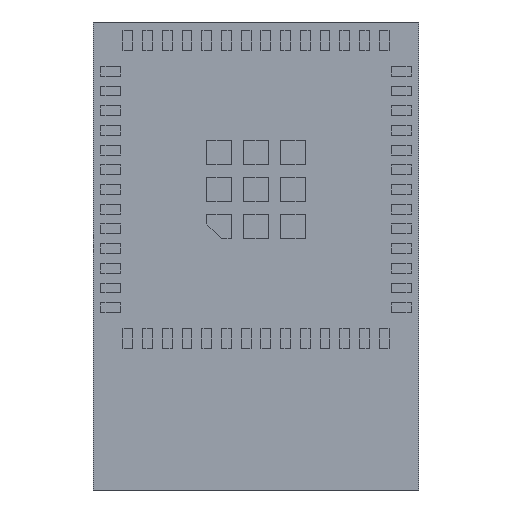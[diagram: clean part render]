
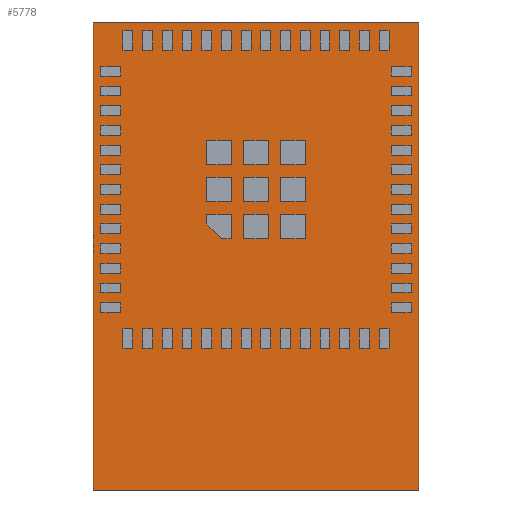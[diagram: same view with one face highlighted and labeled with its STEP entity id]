
A CAD part, front view. The second image highlights one B-rep face of the part: STEP entity #5778.
In plain terms, the highlighted planar face has unit normal (0, -1, 0).
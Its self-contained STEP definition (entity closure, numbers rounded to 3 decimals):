
#168=FACE_OUTER_BOUND('',#559,.T.);
#559=EDGE_LOOP('',(#3836,#3837,#3838,#3839));
#945=LINE('',#8248,#1728);
#949=LINE('',#8256,#1732);
#952=LINE('',#8262,#1735);
#955=LINE('',#8267,#1738);
#1728=VECTOR('',#6668,10.);
#1732=VECTOR('',#6674,10.);
#1735=VECTOR('',#6679,10.);
#1738=VECTOR('',#6684,10.);
#2511=VERTEX_POINT('',#8246);
#2512=VERTEX_POINT('',#8247);
#2515=VERTEX_POINT('',#8255);
#2517=VERTEX_POINT('',#8261);
#3033=EDGE_CURVE('',#2511,#2512,#945,.T.);
#3037=EDGE_CURVE('',#2512,#2515,#949,.T.);
#3040=EDGE_CURVE('',#2515,#2517,#952,.T.);
#3043=EDGE_CURVE('',#2517,#2511,#955,.T.);
#3836=ORIENTED_EDGE('',*,*,#3043,.T.);
#3837=ORIENTED_EDGE('',*,*,#3033,.T.);
#3838=ORIENTED_EDGE('',*,*,#3037,.T.);
#3839=ORIENTED_EDGE('',*,*,#3040,.T.);
#5387=PLANE('',#6270);
#5778=ADVANCED_FACE('',(#168),#5387,.F.);
#6270=AXIS2_PLACEMENT_3D('',#8270,#6688,#6689);
#6668=DIRECTION('',(0.,0.,1.));
#6674=DIRECTION('',(-1.,0.,0.));
#6679=DIRECTION('',(0.,0.,-1.));
#6684=DIRECTION('',(1.,0.,0.));
#6688=DIRECTION('center_axis',(0.,1.,0.));
#6689=DIRECTION('ref_axis',(1.,0.,0.));
#8246=CARTESIAN_POINT('',(6.6,0.,-12.2));
#8247=CARTESIAN_POINT('',(6.6,0.,6.8));
#8248=CARTESIAN_POINT('',(6.6,0.,-12.2));
#8255=CARTESIAN_POINT('',(-6.6,0.,6.8));
#8256=CARTESIAN_POINT('',(6.6,0.,6.8));
#8261=CARTESIAN_POINT('',(-6.6,0.,-12.2));
#8262=CARTESIAN_POINT('',(-6.6,0.,6.8));
#8267=CARTESIAN_POINT('',(-6.6,0.,-12.2));
#8270=CARTESIAN_POINT('Origin',(0.,0.,-2.7));
